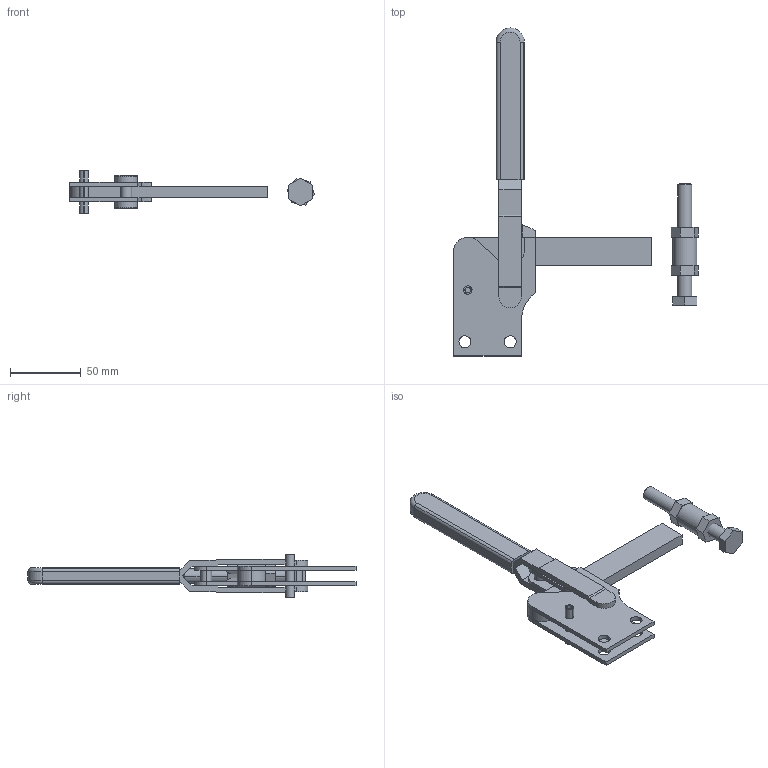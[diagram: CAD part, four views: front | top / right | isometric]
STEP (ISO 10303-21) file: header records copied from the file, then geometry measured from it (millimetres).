
FILE_DESCRIPTION((''),'2;1');
FILE_NAME('MG5.stp','2006-07-11T16:13:37',('Matthew'),(''),'Autodesk Inventor 8','Autodesk Inventor 8','');
FILE_SCHEMA(('AUTOMOTIVE_DESIGN { 1 0 10303 214 1 1 1 1 }'));
Length unit declared in the file: millimetre
Products named in the file (7): MG5; MG51; MG52; MG53; MG54; MG55; MG56
Assembly tree (6 placements, depth 2):
  MG5
    MG51
    MG52
    MG53
    MG54
    MG55
    MG56
Bounding box: 173.11 x 232 x 30 mm (x, y, z)
Volume: 101158.1 mm3; surface area: 51578.5 mm2
Topology: 6 solids, 6 shells, 212 faces, 548 edges, 358 vertices
Faces by surface type: plane 89, cylinder 62, bspline 57, torus 2, cone 2
Entity records: 7053 total; most frequent: CARTESIAN_POINT 1652, ORIENTED_EDGE 1096, DIRECTION 1076, EDGE_CURVE 548, AXIS2_PLACEMENT_3D 360, VERTEX_POINT 358, VECTOR 356, LINE 356
